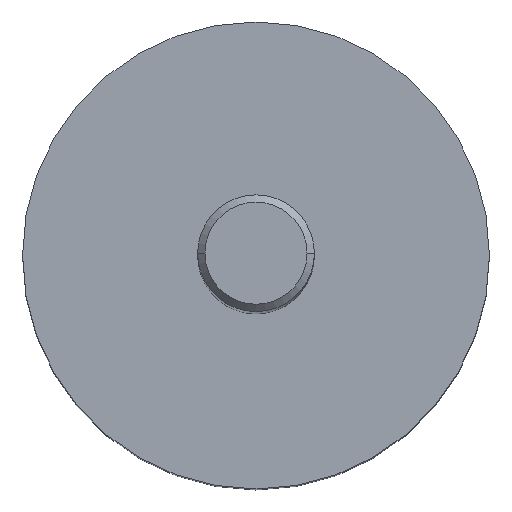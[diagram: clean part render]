
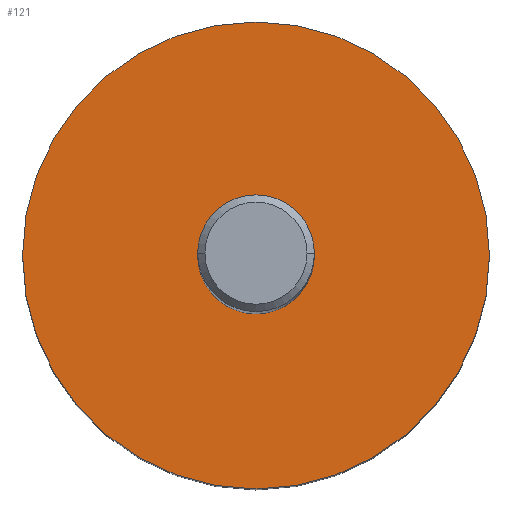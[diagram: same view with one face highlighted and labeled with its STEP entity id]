
A CAD part, top view. The second image highlights one B-rep face of the part: STEP entity #121.
In plain terms, the highlighted planar face has unit normal (0, 0, 1).
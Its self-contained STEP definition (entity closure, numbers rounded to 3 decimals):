
#59 = DIRECTION ( 'NONE',  ( 1., 0., 0. ) ) ;
#60 = DIRECTION ( 'NONE',  ( 0., 0., 1. ) ) ;
#61 = CARTESIAN_POINT ( 'NONE',  ( 0., 0., 40. ) ) ;
#62 = AXIS2_PLACEMENT_3D ( 'NONE', #61, #60, #59 ) ;
#63 = CIRCLE ( 'NONE', #62, 4. ) ;
#91 = ORIENTED_EDGE ( 'NONE', *, *, #703, .T. ) ;
#92 = ORIENTED_EDGE ( 'NONE', *, *, #93, .F. ) ;
#93 = EDGE_CURVE ( 'NONE', #752, #634, #63, .T. ) ;
#121 = ADVANCED_FACE ( 'NONE', ( #131, #130 ), #127, .T. ) ;
#122 = EDGE_LOOP ( 'NONE', ( #717, #91 ) ) ;
#127 = PLANE ( 'NONE',  #129 ) ;
#128 = CARTESIAN_POINT ( 'NONE',  ( 0., 0., 40. ) ) ;
#129 = AXIS2_PLACEMENT_3D ( 'NONE', #128, #211, #210 ) ;
#130 = FACE_BOUND ( 'NONE', #719, .T. ) ;
#131 = FACE_OUTER_BOUND ( 'NONE', #122, .T. ) ;
#210 = DIRECTION ( 'NONE',  ( 1., 0., 0. ) ) ;
#211 = DIRECTION ( 'NONE',  ( 0., 0., 1. ) ) ;
#256 = CARTESIAN_POINT ( 'NONE',  ( -16., 0., 40. ) ) ;
#263 = CARTESIAN_POINT ( 'NONE',  ( 16., 0., 40. ) ) ;
#264 = DIRECTION ( 'NONE',  ( 1., 0., 0. ) ) ;
#265 = DIRECTION ( 'NONE',  ( 0., 0., 1. ) ) ;
#266 = CARTESIAN_POINT ( 'NONE',  ( 0., 0., 40. ) ) ;
#267 = AXIS2_PLACEMENT_3D ( 'NONE', #266, #265, #264 ) ;
#268 = CIRCLE ( 'NONE', #267, 16. ) ;
#396 = DIRECTION ( 'NONE',  ( 1., 0., 0. ) ) ;
#397 = DIRECTION ( 'NONE',  ( 0., 0., 1. ) ) ;
#398 = CARTESIAN_POINT ( 'NONE',  ( 0., 0., 40. ) ) ;
#399 = AXIS2_PLACEMENT_3D ( 'NONE', #398, #397, #396 ) ;
#400 = CIRCLE ( 'NONE', #399, 16. ) ;
#442 = CARTESIAN_POINT ( 'NONE',  ( 4., 0., 40. ) ) ;
#466 = DIRECTION ( 'NONE',  ( 1., 0., 0. ) ) ;
#467 = DIRECTION ( 'NONE',  ( 0., 0., 1. ) ) ;
#468 = CARTESIAN_POINT ( 'NONE',  ( 0., 0., 40. ) ) ;
#469 = AXIS2_PLACEMENT_3D ( 'NONE', #468, #467, #466 ) ;
#470 = CIRCLE ( 'NONE', #469, 4. ) ;
#495 = CARTESIAN_POINT ( 'NONE',  ( -4., 0., 40. ) ) ;
#634 = VERTEX_POINT ( 'NONE', #442 ) ;
#703 = EDGE_CURVE ( 'NONE', #704, #708, #268, .T. ) ;
#704 = VERTEX_POINT ( 'NONE', #263 ) ;
#708 = VERTEX_POINT ( 'NONE', #256 ) ;
#717 = ORIENTED_EDGE ( 'NONE', *, *, #718, .T. ) ;
#718 = EDGE_CURVE ( 'NONE', #708, #704, #400, .T. ) ;
#719 = EDGE_LOOP ( 'NONE', ( #92, #729 ) ) ;
#729 = ORIENTED_EDGE ( 'NONE', *, *, #751, .F. ) ;
#751 = EDGE_CURVE ( 'NONE', #634, #752, #470, .T. ) ;
#752 = VERTEX_POINT ( 'NONE', #495 ) ;
